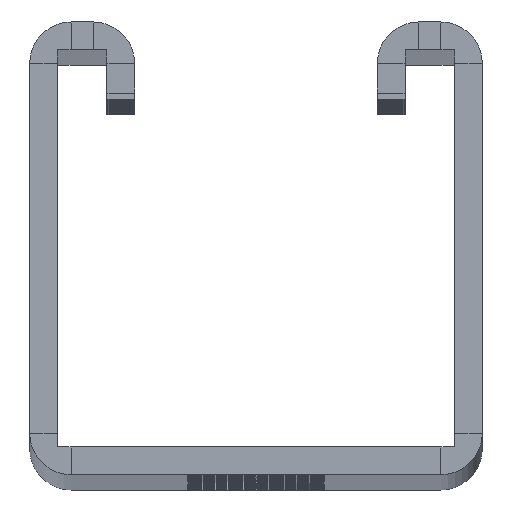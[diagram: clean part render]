
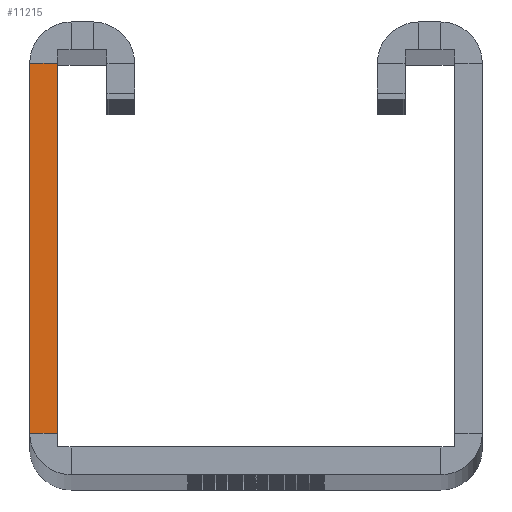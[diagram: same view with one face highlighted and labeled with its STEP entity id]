
A CAD part, top view. The second image highlights one B-rep face of the part: STEP entity #11215.
In plain terms, the highlighted planar face has unit normal (0, 0, 1).
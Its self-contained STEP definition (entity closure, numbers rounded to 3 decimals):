
#1608 = ORIENTED_EDGE ( 'NONE', *, *, #31604, .T. ) ;
#1674 = DIRECTION ( 'NONE',  ( 0., 0., 1. ) ) ;
#2719 = CARTESIAN_POINT ( 'NONE',  ( -20.5, 0., 0. ) ) ;
#3066 = ORIENTED_EDGE ( 'NONE', *, *, #8024, .T. ) ;
#5095 = CARTESIAN_POINT ( 'NONE',  ( -18., 3.75, 0. ) ) ;
#7607 = LINE ( 'NONE', #21855, #45162 ) ;
#7996 = ORIENTED_EDGE ( 'NONE', *, *, #17069, .F. ) ;
#8024 = EDGE_CURVE ( 'NONE', #41440, #42035, #25537, .T. ) ;
#8597 = ORIENTED_EDGE ( 'NONE', *, *, #26114, .T. ) ;
#10427 = CARTESIAN_POINT ( 'NONE',  ( -20.5, 3.75, 0. ) ) ;
#10826 = DIRECTION ( 'NONE',  ( 0., 1., 0. ) ) ;
#11215 = ADVANCED_FACE ( 'NONE', ( #36052 ), #28527, .T. ) ;
#17069 = EDGE_CURVE ( 'NONE', #39002, #36121, #36355, .T. ) ;
#18522 = CARTESIAN_POINT ( 'NONE',  ( -20.5, 37.25, 0. ) ) ;
#19778 = AXIS2_PLACEMENT_3D ( 'NONE', #24679, #1674, #40278 ) ;
#21855 = CARTESIAN_POINT ( 'NONE',  ( -18., 37.25, 0. ) ) ;
#21931 = LINE ( 'NONE', #10427, #26771 ) ;
#24679 = CARTESIAN_POINT ( 'NONE',  ( -16.75, 2.5, 0. ) ) ;
#25537 = LINE ( 'NONE', #31539, #32150 ) ;
#25571 = EDGE_LOOP ( 'NONE', ( #7996, #1608, #3066, #8597 ) ) ;
#25632 = DIRECTION ( 'NONE',  ( 1., 0., 0. ) ) ;
#26033 = DIRECTION ( 'NONE',  ( 0., 1., 0. ) ) ;
#26070 = DIRECTION ( 'NONE',  ( -1., 0., 0. ) ) ;
#26114 = EDGE_CURVE ( 'NONE', #42035, #36121, #7607, .T. ) ;
#26771 = VECTOR ( 'NONE', #25632, 1000. ) ;
#28527 = PLANE ( 'NONE',  #19778 ) ;
#31539 = CARTESIAN_POINT ( 'NONE',  ( -18., 0., 0. ) ) ;
#31604 = EDGE_CURVE ( 'NONE', #39002, #41440, #21931, .T. ) ;
#32150 = VECTOR ( 'NONE', #10826, 1000. ) ;
#35310 = CARTESIAN_POINT ( 'NONE',  ( -20.5, 3.75, 0. ) ) ;
#35723 = VECTOR ( 'NONE', #26033, 1000. ) ;
#36052 = FACE_OUTER_BOUND ( 'NONE', #25571, .T. ) ;
#36121 = VERTEX_POINT ( 'NONE', #18522 ) ;
#36355 = LINE ( 'NONE', #2719, #35723 ) ;
#39002 = VERTEX_POINT ( 'NONE', #35310 ) ;
#40278 = DIRECTION ( 'NONE',  ( 1., 0., 0. ) ) ;
#41440 = VERTEX_POINT ( 'NONE', #5095 ) ;
#42035 = VERTEX_POINT ( 'NONE', #44165 ) ;
#44165 = CARTESIAN_POINT ( 'NONE',  ( -18., 37.25, 0. ) ) ;
#45162 = VECTOR ( 'NONE', #26070, 1000. ) ;
